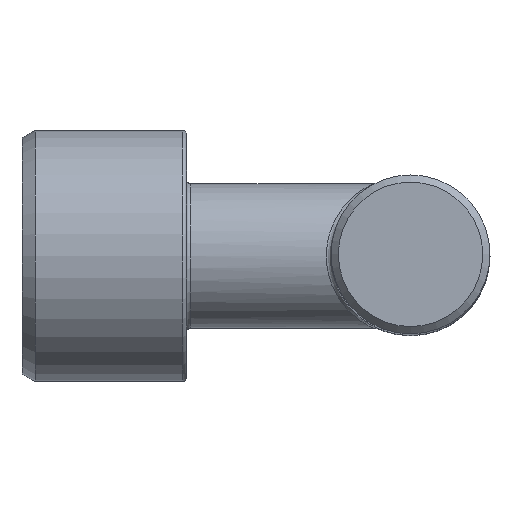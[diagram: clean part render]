
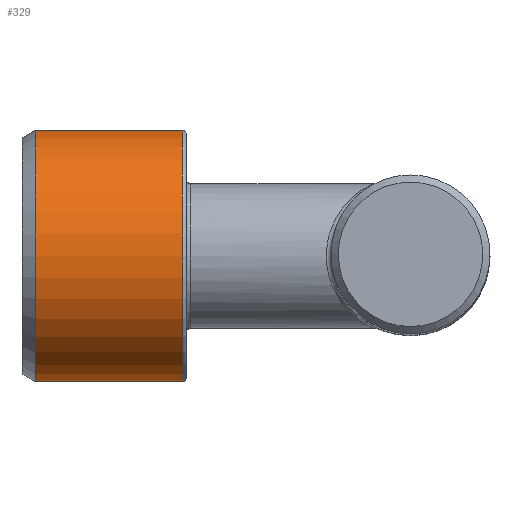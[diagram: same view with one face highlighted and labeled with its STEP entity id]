
A CAD part, top view. The second image highlights one B-rep face of the part: STEP entity #329.
In plain terms, the highlighted cylindrical face has radius 9.5 mm (diameter 19 mm), a full revolution.
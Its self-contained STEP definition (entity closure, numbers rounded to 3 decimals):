
#127=ORIENTED_EDGE('',*,*,#162,.T.);
#128=ORIENTED_EDGE('',*,*,#166,.T.);
#162=EDGE_CURVE('',#192,#192,#210,.T.);
#166=EDGE_CURVE('',#196,#196,#214,.T.);
#192=VERTEX_POINT('',#1379);
#196=VERTEX_POINT('',#1390);
#210=CIRCLE('',#398,9.5);
#214=CIRCLE('',#405,9.5);
#253=EDGE_LOOP('',(#127));
#254=EDGE_LOOP('',(#128));
#296=FACE_BOUND('',#253,.T.);
#297=FACE_BOUND('',#254,.T.);
#305=CYLINDRICAL_SURFACE('',#408,9.5);
#329=ADVANCED_FACE('',(#296,#297),#305,.T.);
#398=AXIS2_PLACEMENT_3D('',#1378,#486,#487);
#405=AXIS2_PLACEMENT_3D('',#1389,#500,#501);
#408=AXIS2_PLACEMENT_3D('',#1394,#506,#507);
#486=DIRECTION('',(-1.,0.,0.));
#487=DIRECTION('',(0.,0.,1.));
#500=DIRECTION('',(1.,0.,0.));
#501=DIRECTION('',(0.,0.,-1.));
#506=DIRECTION('',(-1.,0.,0.));
#507=DIRECTION('',(0.,0.,-1.));
#1378=CARTESIAN_POINT('',(65.223,0.,82.816));
#1379=CARTESIAN_POINT('',(65.223,0.,92.316));
#1389=CARTESIAN_POINT('',(54.12,0.,82.816));
#1390=CARTESIAN_POINT('',(54.12,0.,73.316));
#1394=CARTESIAN_POINT('',(65.65,0.,82.816));
